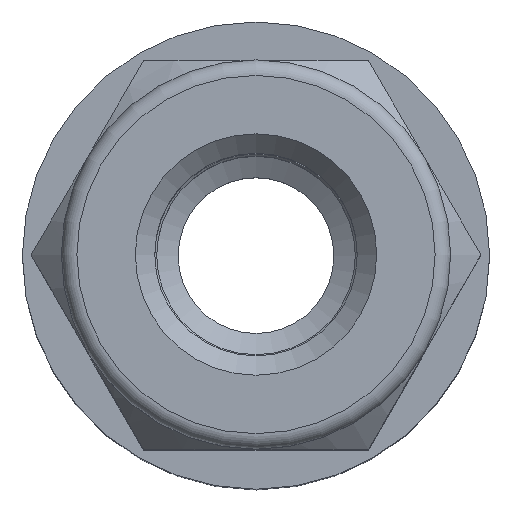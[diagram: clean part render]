
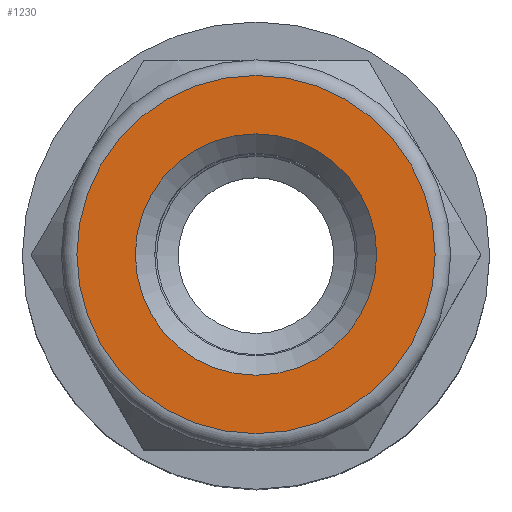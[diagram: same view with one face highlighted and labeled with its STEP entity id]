
A CAD part, top view. The second image highlights one B-rep face of the part: STEP entity #1230.
In plain terms, the highlighted face is planar.
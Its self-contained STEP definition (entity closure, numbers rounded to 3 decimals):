
#531=PLANE('',#1154);
#552=ORIENTED_EDGE('',*,*,#705,.T.);
#553=ORIENTED_EDGE('',*,*,#704,.F.);
#638=CIRCLE('',#1153,3.1);
#639=CIRCLE('',#1155,4.6);
#665=VERTEX_POINT('',#1035);
#666=VERTEX_POINT('',#1038);
#704=EDGE_CURVE('',#665,#665,#638,.T.);
#705=EDGE_CURVE('',#666,#666,#639,.T.);
#753=EDGE_LOOP('',(#552));
#754=EDGE_LOOP('',(#553));
#815=FACE_BOUND('',#753,.T.);
#816=FACE_BOUND('',#754,.T.);
#885=DIRECTION('',(0.,1.,0.));
#886=DIRECTION('',(0.,0.,3.1));
#887=DIRECTION('',(0.,1.,0.));
#888=DIRECTION('',(1.,0.,0.));
#889=DIRECTION('',(0.,1.,0.));
#890=DIRECTION('',(0.,0.,4.6));
#1035=CARTESIAN_POINT('',(122.755,37.467,0.));
#1036=CARTESIAN_POINT('',(119.655,37.467,0.));
#1037=CARTESIAN_POINT('',(119.655,37.467,0.));
#1038=CARTESIAN_POINT('',(124.255,37.467,0.));
#1039=CARTESIAN_POINT('',(119.655,37.467,0.));
#1153=AXIS2_PLACEMENT_3D('',#1036,#885,#886);
#1154=AXIS2_PLACEMENT_3D('',#1037,#887,#888);
#1155=AXIS2_PLACEMENT_3D('',#1039,#889,#890);
#1230=ADVANCED_FACE('',(#815,#816),#531,.T.);
